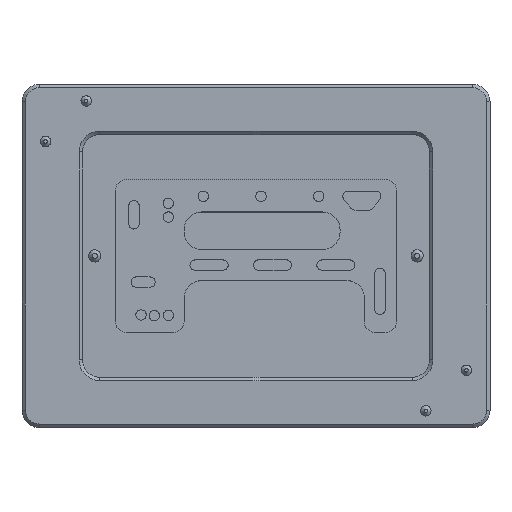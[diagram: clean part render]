
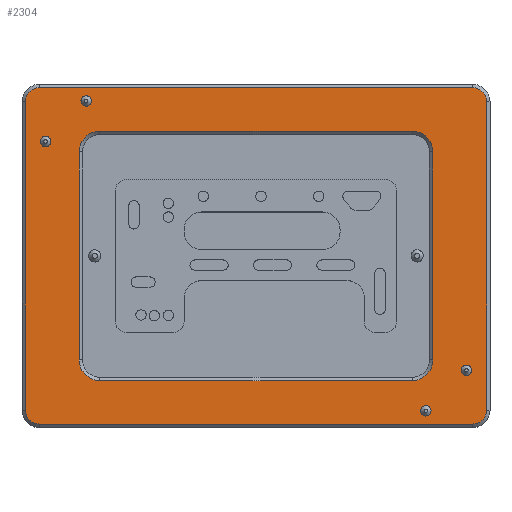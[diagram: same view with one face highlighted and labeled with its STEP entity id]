
A CAD part, top view. The second image highlights one B-rep face of the part: STEP entity #2304.
In plain terms, the highlighted planar face has unit normal (0, 0, 1).
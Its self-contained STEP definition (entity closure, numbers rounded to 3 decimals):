
#259=LINE('',#3931,#439);
#260=LINE('',#3935,#440);
#261=LINE('',#3939,#441);
#262=LINE('',#3943,#442);
#263=LINE('',#3947,#443);
#264=LINE('',#3951,#444);
#265=LINE('',#3955,#445);
#266=LINE('',#3959,#446);
#439=VECTOR('',#3178,1000.);
#440=VECTOR('',#3181,1000.);
#441=VECTOR('',#3184,1000.);
#442=VECTOR('',#3187,1000.);
#443=VECTOR('',#3190,1000.);
#444=VECTOR('',#3193,1000.);
#445=VECTOR('',#3196,1000.);
#446=VECTOR('',#3199,1000.);
#843=ORIENTED_EDGE('',*,*,#1319,.T.);
#844=ORIENTED_EDGE('',*,*,#1320,.T.);
#845=ORIENTED_EDGE('',*,*,#1321,.T.);
#846=ORIENTED_EDGE('',*,*,#1322,.T.);
#847=ORIENTED_EDGE('',*,*,#1323,.T.);
#848=ORIENTED_EDGE('',*,*,#1324,.T.);
#849=ORIENTED_EDGE('',*,*,#1325,.T.);
#850=ORIENTED_EDGE('',*,*,#1326,.T.);
#851=ORIENTED_EDGE('',*,*,#1327,.T.);
#852=ORIENTED_EDGE('',*,*,#1328,.T.);
#853=ORIENTED_EDGE('',*,*,#1329,.T.);
#854=ORIENTED_EDGE('',*,*,#1330,.T.);
#855=ORIENTED_EDGE('',*,*,#1331,.T.);
#856=ORIENTED_EDGE('',*,*,#1332,.T.);
#857=ORIENTED_EDGE('',*,*,#1333,.T.);
#858=ORIENTED_EDGE('',*,*,#1334,.T.);
#859=ORIENTED_EDGE('',*,*,#1318,.T.);
#860=ORIENTED_EDGE('',*,*,#1317,.T.);
#861=ORIENTED_EDGE('',*,*,#1316,.T.);
#862=ORIENTED_EDGE('',*,*,#1315,.T.);
#1315=EDGE_CURVE('',#1569,#1569,#1695,.T.);
#1316=EDGE_CURVE('',#1570,#1570,#1696,.T.);
#1317=EDGE_CURVE('',#1571,#1571,#1697,.T.);
#1318=EDGE_CURVE('',#1572,#1572,#1698,.T.);
#1319=EDGE_CURVE('',#1573,#1574,#1699,.T.);
#1320=EDGE_CURVE('',#1574,#1575,#259,.T.);
#1321=EDGE_CURVE('',#1575,#1576,#1700,.T.);
#1322=EDGE_CURVE('',#1576,#1577,#260,.T.);
#1323=EDGE_CURVE('',#1577,#1578,#1701,.T.);
#1324=EDGE_CURVE('',#1578,#1579,#261,.T.);
#1325=EDGE_CURVE('',#1579,#1580,#1702,.T.);
#1326=EDGE_CURVE('',#1580,#1573,#262,.T.);
#1327=EDGE_CURVE('',#1581,#1582,#1703,.F.);
#1328=EDGE_CURVE('',#1582,#1583,#263,.T.);
#1329=EDGE_CURVE('',#1583,#1584,#1704,.F.);
#1330=EDGE_CURVE('',#1584,#1585,#264,.T.);
#1331=EDGE_CURVE('',#1585,#1586,#1705,.F.);
#1332=EDGE_CURVE('',#1586,#1587,#265,.T.);
#1333=EDGE_CURVE('',#1587,#1588,#1706,.F.);
#1334=EDGE_CURVE('',#1588,#1581,#266,.T.);
#1569=VERTEX_POINT('',#3917);
#1570=VERTEX_POINT('',#3920);
#1571=VERTEX_POINT('',#3923);
#1572=VERTEX_POINT('',#3926);
#1573=VERTEX_POINT('',#3929);
#1574=VERTEX_POINT('',#3930);
#1575=VERTEX_POINT('',#3932);
#1576=VERTEX_POINT('',#3934);
#1577=VERTEX_POINT('',#3936);
#1578=VERTEX_POINT('',#3938);
#1579=VERTEX_POINT('',#3940);
#1580=VERTEX_POINT('',#3942);
#1581=VERTEX_POINT('',#3945);
#1582=VERTEX_POINT('',#3946);
#1583=VERTEX_POINT('',#3948);
#1584=VERTEX_POINT('',#3950);
#1585=VERTEX_POINT('',#3952);
#1586=VERTEX_POINT('',#3954);
#1587=VERTEX_POINT('',#3956);
#1588=VERTEX_POINT('',#3958);
#1695=CIRCLE('',#2574,1.5);
#1696=CIRCLE('',#2576,1.5);
#1697=CIRCLE('',#2578,1.5);
#1698=CIRCLE('',#2580,1.5);
#1699=CIRCLE('',#2582,4.);
#1700=CIRCLE('',#2583,4.);
#1701=CIRCLE('',#2584,4.);
#1702=CIRCLE('',#2585,4.);
#1703=CIRCLE('',#2586,6.);
#1704=CIRCLE('',#2587,6.);
#1705=CIRCLE('',#2588,6.);
#1706=CIRCLE('',#2589,6.);
#1852=EDGE_LOOP('',(#843,#844,#845,#846,#847,#848,#849,#850));
#1853=EDGE_LOOP('',(#851,#852,#853,#854,#855,#856,#857,#858));
#1854=EDGE_LOOP('',(#859));
#1855=EDGE_LOOP('',(#860));
#1856=EDGE_LOOP('',(#861));
#1857=EDGE_LOOP('',(#862));
#2054=FACE_BOUND('',#1852,.T.);
#2055=FACE_BOUND('',#1853,.T.);
#2056=FACE_BOUND('',#1854,.T.);
#2057=FACE_BOUND('',#1855,.T.);
#2058=FACE_BOUND('',#1856,.T.);
#2059=FACE_BOUND('',#1857,.T.);
#2195=PLANE('',#2581);
#2304=ADVANCED_FACE('',(#2054,#2055,#2056,#2057,#2058,#2059),#2195,.T.);
#2574=AXIS2_PLACEMENT_3D('',#3916,#3160,#3161);
#2576=AXIS2_PLACEMENT_3D('',#3919,#3164,#3165);
#2578=AXIS2_PLACEMENT_3D('',#3922,#3168,#3169);
#2580=AXIS2_PLACEMENT_3D('',#3925,#3172,#3173);
#2581=AXIS2_PLACEMENT_3D('',#3927,#3174,#3175);
#2582=AXIS2_PLACEMENT_3D('',#3928,#3176,#3177);
#2583=AXIS2_PLACEMENT_3D('',#3933,#3179,#3180);
#2584=AXIS2_PLACEMENT_3D('',#3937,#3182,#3183);
#2585=AXIS2_PLACEMENT_3D('',#3941,#3185,#3186);
#2586=AXIS2_PLACEMENT_3D('',#3944,#3188,#3189);
#2587=AXIS2_PLACEMENT_3D('',#3949,#3191,#3192);
#2588=AXIS2_PLACEMENT_3D('',#3953,#3194,#3195);
#2589=AXIS2_PLACEMENT_3D('',#3957,#3197,#3198);
#3160=DIRECTION('',(0.,0.,-1.));
#3161=DIRECTION('',(0.,-1.,0.));
#3164=DIRECTION('',(0.,0.,-1.));
#3165=DIRECTION('',(0.,-1.,0.));
#3168=DIRECTION('',(0.,0.,-1.));
#3169=DIRECTION('',(0.,-1.,0.));
#3172=DIRECTION('',(0.,0.,-1.));
#3173=DIRECTION('',(0.,-1.,0.));
#3174=DIRECTION('',(0.,0.,1.));
#3175=DIRECTION('',(1.,0.,0.));
#3176=DIRECTION('',(0.,0.,1.));
#3177=DIRECTION('',(1.,0.,0.));
#3178=DIRECTION('',(1.,0.,0.));
#3179=DIRECTION('',(0.,0.,1.));
#3180=DIRECTION('',(1.,0.,0.));
#3181=DIRECTION('',(0.,1.,0.));
#3182=DIRECTION('',(0.,0.,1.));
#3183=DIRECTION('',(1.,0.,0.));
#3184=DIRECTION('',(-1.,0.,0.));
#3185=DIRECTION('',(0.,0.,1.));
#3186=DIRECTION('',(1.,0.,0.));
#3187=DIRECTION('',(0.,-1.,0.));
#3188=DIRECTION('',(0.,0.,1.));
#3189=DIRECTION('',(1.,0.,0.));
#3190=DIRECTION('',(-1.,0.,0.));
#3191=DIRECTION('',(0.,0.,1.));
#3192=DIRECTION('',(1.,0.,0.));
#3193=DIRECTION('',(0.,1.,0.));
#3194=DIRECTION('',(0.,0.,1.));
#3195=DIRECTION('',(1.,0.,0.));
#3196=DIRECTION('',(1.,0.,0.));
#3197=DIRECTION('',(0.,0.,1.));
#3198=DIRECTION('',(1.,0.,0.));
#3199=DIRECTION('',(0.,-1.,0.));
#3916=CARTESIAN_POINT('',(-60.7,33.,28.));
#3917=CARTESIAN_POINT('',(-60.7,31.5,28.));
#3919=CARTESIAN_POINT('',(60.7,-33.,28.));
#3920=CARTESIAN_POINT('',(60.7,-34.5,28.));
#3922=CARTESIAN_POINT('',(49.,-44.7,28.));
#3923=CARTESIAN_POINT('',(49.,-46.2,28.));
#3925=CARTESIAN_POINT('',(-49.,44.7,28.));
#3926=CARTESIAN_POINT('',(-49.,43.2,28.));
#3927=CARTESIAN_POINT('',(-67.5,-49.5,28.));
#3928=CARTESIAN_POINT('',(-62.5,-44.5,28.));
#3929=CARTESIAN_POINT('',(-66.5,-44.5,28.));
#3930=CARTESIAN_POINT('',(-62.5,-48.5,28.));
#3931=CARTESIAN_POINT('',(62.5,-48.5,28.));
#3932=CARTESIAN_POINT('',(62.5,-48.5,28.));
#3933=CARTESIAN_POINT('',(62.5,-44.5,28.));
#3934=CARTESIAN_POINT('',(66.5,-44.5,28.));
#3935=CARTESIAN_POINT('',(66.5,44.5,28.));
#3936=CARTESIAN_POINT('',(66.5,44.5,28.));
#3937=CARTESIAN_POINT('',(62.5,44.5,28.));
#3938=CARTESIAN_POINT('',(62.5,48.5,28.));
#3939=CARTESIAN_POINT('',(-62.5,48.5,28.));
#3940=CARTESIAN_POINT('',(-62.5,48.5,28.));
#3941=CARTESIAN_POINT('',(-62.5,44.5,28.));
#3942=CARTESIAN_POINT('',(-66.5,44.5,28.));
#3943=CARTESIAN_POINT('',(-66.5,-44.5,28.));
#3944=CARTESIAN_POINT('',(45.,-30.,28.));
#3945=CARTESIAN_POINT('',(51.,-30.,28.));
#3946=CARTESIAN_POINT('',(45.,-36.,28.));
#3947=CARTESIAN_POINT('',(-45.,-36.,28.));
#3948=CARTESIAN_POINT('',(-45.,-36.,28.));
#3949=CARTESIAN_POINT('',(-45.,-30.,28.));
#3950=CARTESIAN_POINT('',(-51.,-30.,28.));
#3951=CARTESIAN_POINT('',(-51.,30.,28.));
#3952=CARTESIAN_POINT('',(-51.,30.,28.));
#3953=CARTESIAN_POINT('',(-45.,30.,28.));
#3954=CARTESIAN_POINT('',(-45.,36.,28.));
#3955=CARTESIAN_POINT('',(45.,36.,28.));
#3956=CARTESIAN_POINT('',(45.,36.,28.));
#3957=CARTESIAN_POINT('',(45.,30.,28.));
#3958=CARTESIAN_POINT('',(51.,30.,28.));
#3959=CARTESIAN_POINT('',(51.,-30.,28.));
